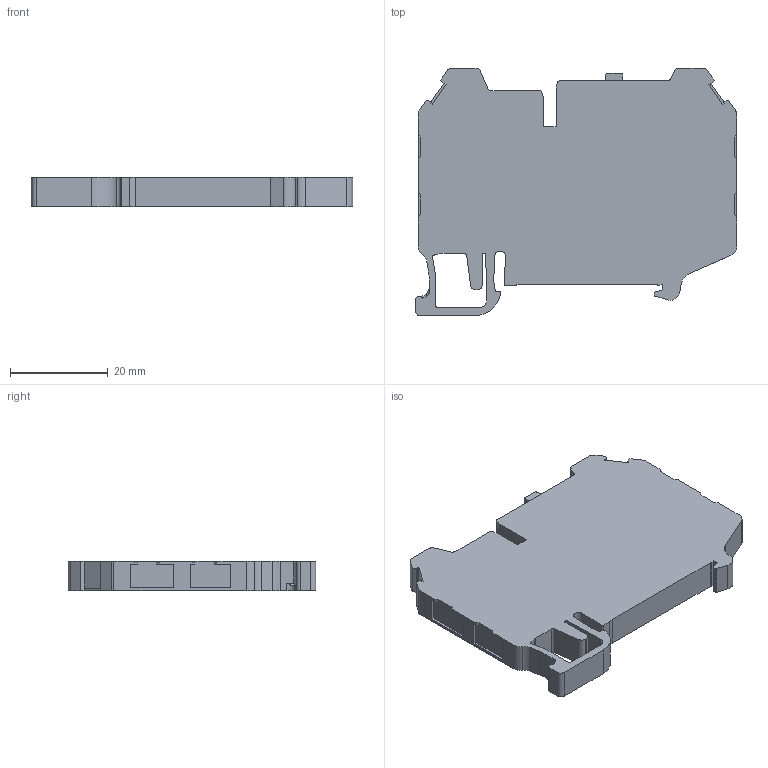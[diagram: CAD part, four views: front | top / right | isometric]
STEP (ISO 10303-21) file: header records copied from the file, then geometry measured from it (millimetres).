
FILE_DESCRIPTION (( 'STEP AP214' ), '1' );
FILE_NAME ('325219_AVK 4CCA_Grey.STP', '2014-01-16T12:50:52', ( 'arge' ), ( 'Microsoft' ), 'SwSTEP 2.0', 'SolidWorks 2013', '' );
FILE_SCHEMA (( 'AUTOMOTIVE_DESIGN' ));
Length unit declared in the file: millimetre
Products named in the file (1): 325219_AVK 4CCA_Grey
Bounding box: 65.73 x 50.63 x 5.95 mm (x, y, z)
Volume: 15389.7 mm3; surface area: 7293.4 mm2
Topology: 1 solids, 1 shells, 220 faces, 646 edges, 428 vertices
Faces by surface type: plane 146, cylinder 72, bspline 2
Entity records: 9470 total; most frequent: CARTESIAN_POINT 1413, ORIENTED_EDGE 1292, DIRECTION 1221, EDGE_CURVE 646, VECTOR 489, LINE 489, VERTEX_POINT 428, AXIS2_PLACEMENT_3D 366
